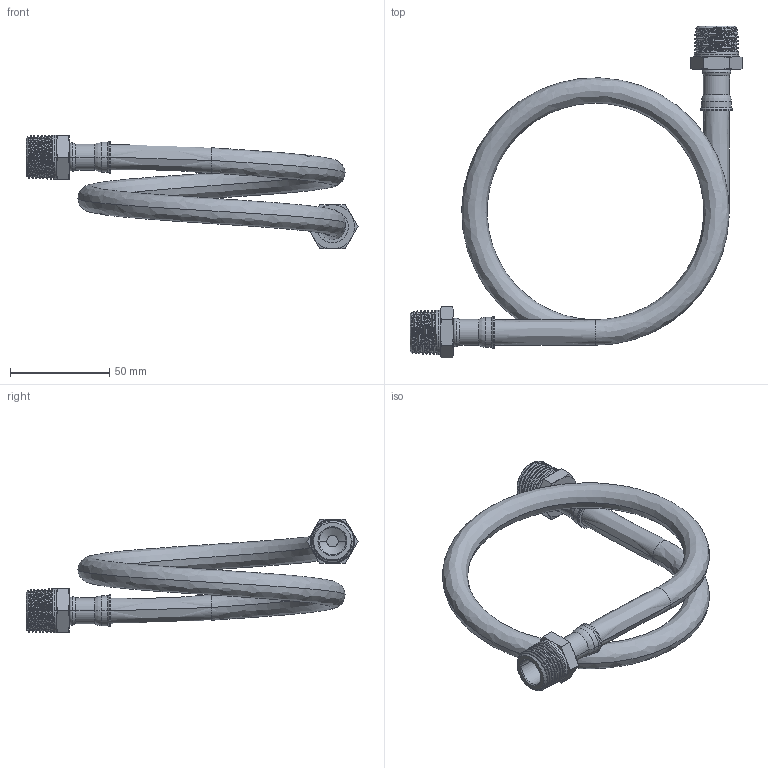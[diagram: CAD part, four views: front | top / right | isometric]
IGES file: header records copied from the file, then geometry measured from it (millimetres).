
Start section:  PTC IGES file: 290.igs
Global section: file name: 290.igs; native system: Pro/ENGINEER by Parametric Technology Corporation; preprocessor: 2009300; author: project; organization: Unknown; date: 20101119.162450; units: inch
Bounding box: 167.24 x 167.24 x 57.39 mm (x, y, z)
Surface area: 32617.4 mm2 (no closed solid volume)
Topology: 0 solids, 1 shells, 142 faces, 330 edges, 196 vertices
Faces by surface type: revolution 102, bspline 40
